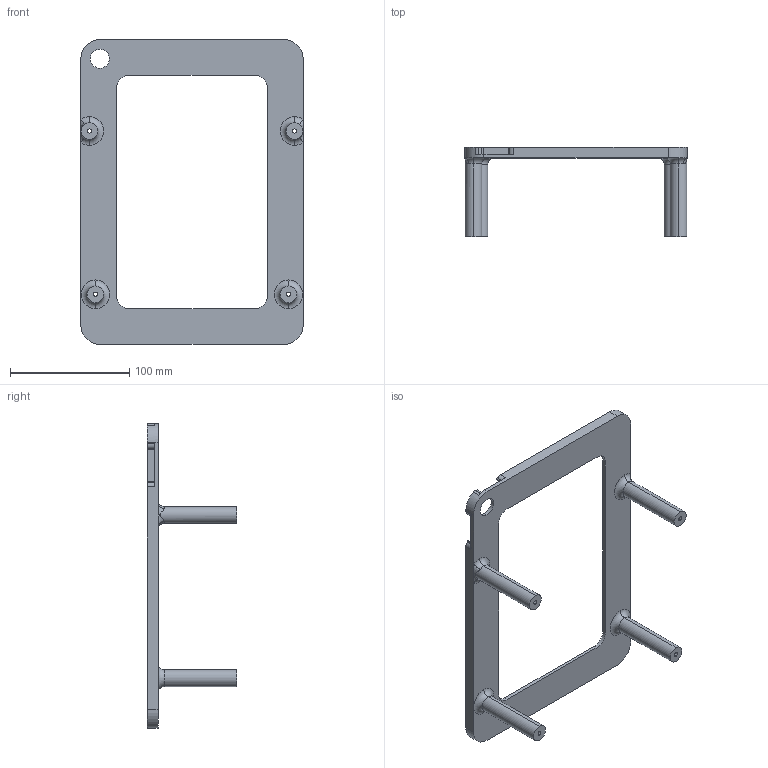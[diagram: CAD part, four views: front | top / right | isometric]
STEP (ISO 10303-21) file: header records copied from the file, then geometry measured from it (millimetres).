
FILE_DESCRIPTION (( 'STEP AP214' ), '1' );
FILE_NAME ('HEL-04-02001-00.step', '2023-07-26T13:43:30', ( '' ), ( '' ), 'SwSTEP 2.0', 'SolidWorks 2021', '' );
FILE_SCHEMA (( 'AUTOMOTIVE_DESIGN' ));
Length unit declared in the file: millimetre
Products named in the file (1): HEL-04-02001-00
Bounding box: 186.5 x 75.1 x 255.6 mm (x, y, z)
Volume: 117328.4 mm3; surface area: 75300.1 mm2
Topology: 1 solids, 1 shells, 88 faces, 228 edges, 148 vertices
Faces by surface type: cylinder 48, plane 28, torus 10, bspline 2
Entity records: 3111 total; most frequent: CARTESIAN_POINT 793, DIRECTION 521, ORIENTED_EDGE 456, EDGE_CURVE 228, AXIS2_PLACEMENT_3D 208, VERTEX_POINT 148, CIRCLE 121, EDGE_LOOP 106
